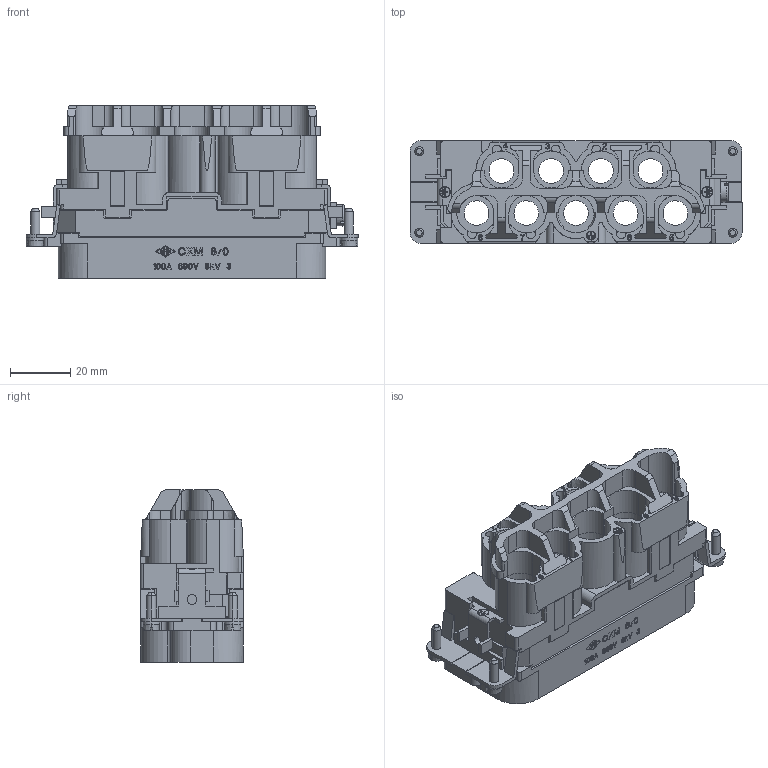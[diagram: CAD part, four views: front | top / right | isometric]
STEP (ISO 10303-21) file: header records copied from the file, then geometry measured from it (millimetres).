
FILE_DESCRIPTION(('Creo Elements/Direct Modeling STEP Export'),'2;1');
FILE_NAME('0ln7uvk5bn7bolu4764','2021-07-14T14:47:05',(''),(''),'Creo Elements/Direct Modeling STEP processor for AP214 (Solid Model)','Creo Elements/Direct Modeling 20.1B 02-Apr-2019 (C) Parametric Technology GmbH','');
FILE_SCHEMA(('AUTOMOTIVE_DESIGN { 1 0 10303 214 1 1 1 1 }'));
Products named in the file (2): CXM_8-0
Assembly tree (1 placements, depth 2):
  CXM_8-0
    CXM_8-0
Bounding box: 110.2 x 34 x 57.2 mm (x, y, z)
Volume: 62106.4 mm3; surface area: 40438.4 mm2
Topology: 1 solids, 1 shells, 1755 faces, 5760 edges, 4106 vertices
Faces by surface type: plane 1397, cylinder 312, cone 24, bspline 18, torus 4
Entity records: 81405 total; most frequent: CARTESIAN_POINT 16629, ORIENTED_EDGE 11520, DIRECTION 9378, EDGE_CURVE 5760, VECTOR 4790, LINE 4790, VERTEX_POINT 4106, AXIS2_PLACEMENT_3D 2294
